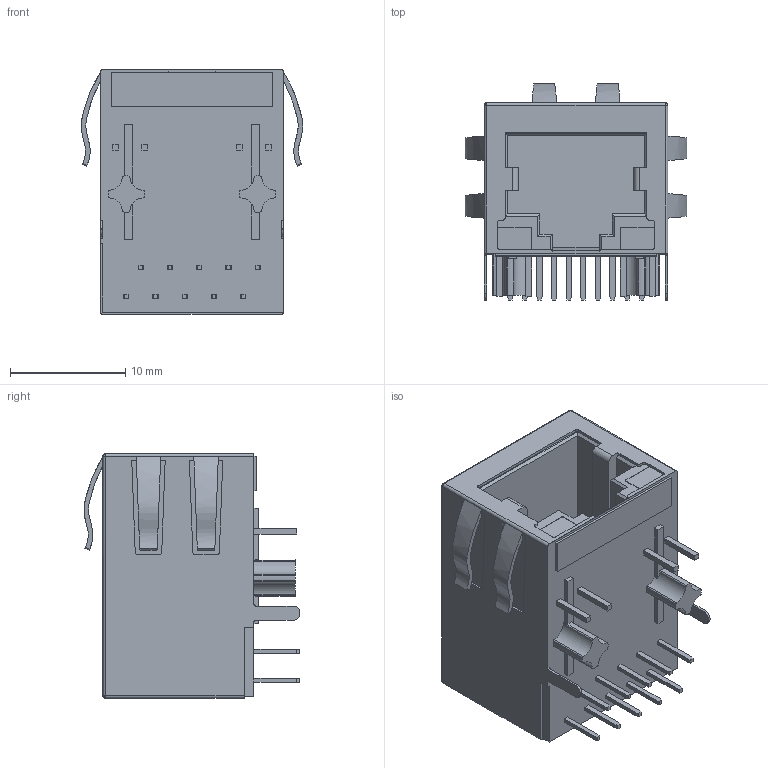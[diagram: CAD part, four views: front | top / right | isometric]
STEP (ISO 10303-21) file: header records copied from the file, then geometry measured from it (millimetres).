
FILE_DESCRIPTION (( 'STEP AP214' ), '1' );
FILE_NAME ('TMJG0801GENL.STEP', '2023-09-21T03:11:41', ( '' ), ( '' ), 'SwSTEP 2.0', 'SolidWorks 2022', '' );
FILE_SCHEMA (( 'AUTOMOTIVE_DESIGN' ));
Length unit declared in the file: millimetre
Products named in the file (1): TMJG0801GENL
Bounding box: 19.22 x 18.74 x 21.25 mm (x, y, z)
Volume: 3577.4 mm3; surface area: 2647.1 mm2
Topology: 3 solids, 3 shells, 686 faces, 1826 edges, 1198 vertices
Faces by surface type: plane 455, bspline 134, cylinder 89, sphere 8
Entity records: 24460 total; most frequent: CARTESIAN_POINT 8592, ORIENTED_EDGE 3636, DIRECTION 2596, EDGE_CURVE 1818, VERTEX_POINT 1198, LINE 1152, VECTOR 1152, EDGE_LOOP 746
